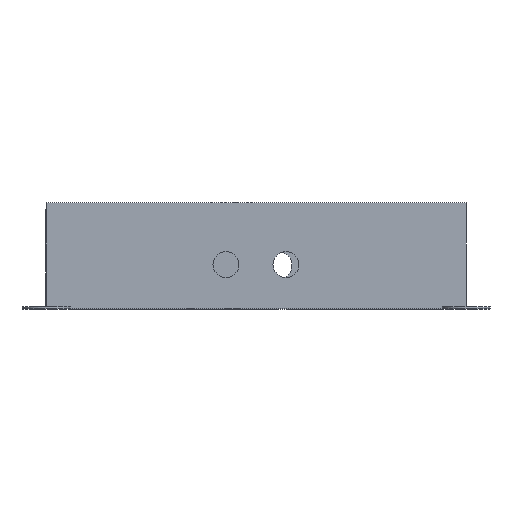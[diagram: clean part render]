
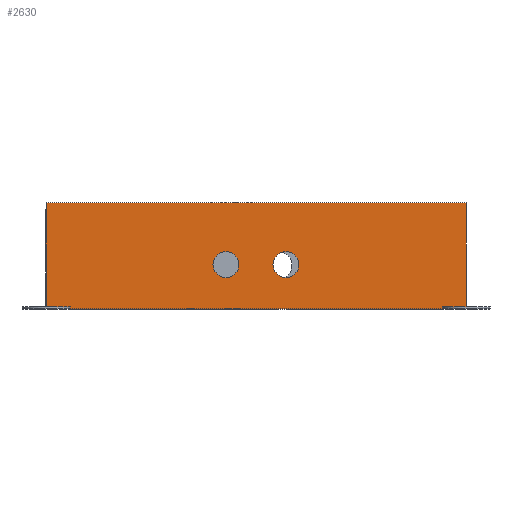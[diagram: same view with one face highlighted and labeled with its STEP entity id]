
A CAD part, top view. The second image highlights one B-rep face of the part: STEP entity #2630.
In plain terms, the highlighted planar face has unit normal (0, 0, 1).
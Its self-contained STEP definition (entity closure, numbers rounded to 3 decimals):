
#27 = CARTESIAN_POINT ( 'NONE',  ( -7.5, 11., 55.5 ) ) ;
#28 = ORIENTED_EDGE ( 'NONE', *, *, #3319, .T. ) ;
#42 = EDGE_CURVE ( 'NONE', #1953, #3064, #3124, .T. ) ;
#124 = DIRECTION ( 'NONE',  ( -1., 0., 0. ) ) ;
#127 = ORIENTED_EDGE ( 'NONE', *, *, #545, .F. ) ;
#161 = VERTEX_POINT ( 'NONE', #532 ) ;
#214 = DIRECTION ( 'NONE',  ( 0., 0., 1. ) ) ;
#225 = EDGE_CURVE ( 'NONE', #583, #3313, #1819, .T. ) ;
#239 = AXIS2_PLACEMENT_3D ( 'NONE', #1111, #2997, #1379 ) ;
#240 = CIRCLE ( 'NONE', #987, 3.25 ) ;
#242 = DIRECTION ( 'NONE',  ( 0., -1., 0. ) ) ;
#419 = CARTESIAN_POINT ( 'NONE',  ( 46.5, 0.5, 55.5 ) ) ;
#446 = LINE ( 'NONE', #454, #2515 ) ;
#454 = CARTESIAN_POINT ( 'NONE',  ( 52.5, 0., 55.5 ) ) ;
#502 = ORIENTED_EDGE ( 'NONE', *, *, #225, .T. ) ;
#532 = CARTESIAN_POINT ( 'NONE',  ( -46.5, 0., 55.5 ) ) ;
#545 = EDGE_CURVE ( 'NONE', #3472, #1352, #2862, .T. ) ;
#560 = CARTESIAN_POINT ( 'NONE',  ( 52.5, 0.5, 55.5 ) ) ;
#561 = DIRECTION ( 'NONE',  ( 0., 1., 0. ) ) ;
#578 = CARTESIAN_POINT ( 'NONE',  ( 4.25, 11., 55.5 ) ) ;
#583 = VERTEX_POINT ( 'NONE', #560 ) ;
#602 = CARTESIAN_POINT ( 'NONE',  ( 0., 0., 55.5 ) ) ;
#640 = CARTESIAN_POINT ( 'NONE',  ( -52.5, 26.5, 55.5 ) ) ;
#785 = LINE ( 'NONE', #2026, #2859 ) ;
#803 = AXIS2_PLACEMENT_3D ( 'NONE', #602, #2491, #880 ) ;
#880 = DIRECTION ( 'NONE',  ( -1., 0., 0. ) ) ;
#952 = VERTEX_POINT ( 'NONE', #419 ) ;
#956 = VECTOR ( 'NONE', #3364, 1000. ) ;
#981 = EDGE_CURVE ( 'NONE', #3313, #1539, #785, .T. ) ;
#987 = AXIS2_PLACEMENT_3D ( 'NONE', #1552, #3442, #1831 ) ;
#1111 = CARTESIAN_POINT ( 'NONE',  ( 7.5, 11., 55.5 ) ) ;
#1131 = LINE ( 'NONE', #2779, #2475 ) ;
#1167 = DIRECTION ( 'NONE',  ( 0., 1., 0. ) ) ;
#1205 = EDGE_CURVE ( 'NONE', #1572, #161, #3493, .T. ) ;
#1257 = LINE ( 'NONE', #1871, #1814 ) ;
#1262 = EDGE_LOOP ( 'NONE', ( #28, #2640, #2699, #502, #1659, #1837, #2402, #3355 ) ) ;
#1352 = VERTEX_POINT ( 'NONE', #3425 ) ;
#1379 = DIRECTION ( 'NONE',  ( 1., 0., 0. ) ) ;
#1396 = EDGE_LOOP ( 'NONE', ( #127, #2441 ) ) ;
#1441 = CARTESIAN_POINT ( 'NONE',  ( -46.5, 0.5, 55.5 ) ) ;
#1539 = VERTEX_POINT ( 'NONE', #640 ) ;
#1552 = CARTESIAN_POINT ( 'NONE',  ( -7.5, 11., 55.5 ) ) ;
#1572 = VERTEX_POINT ( 'NONE', #1441 ) ;
#1659 = ORIENTED_EDGE ( 'NONE', *, *, #981, .T. ) ;
#1663 = DIRECTION ( 'NONE',  ( 0., 0., 1. ) ) ;
#1754 = CARTESIAN_POINT ( 'NONE',  ( 0., 0.5, 55.5 ) ) ;
#1793 = CARTESIAN_POINT ( 'NONE',  ( -52.5, 0.5, 55.5 ) ) ;
#1812 = CARTESIAN_POINT ( 'NONE',  ( 52.5, 26.5, 55.5 ) ) ;
#1814 = VECTOR ( 'NONE', #242, 1000. ) ;
#1818 = EDGE_CURVE ( 'NONE', #1572, #2359, #3017, .T. ) ;
#1819 = LINE ( 'NONE', #2182, #3249 ) ;
#1831 = DIRECTION ( 'NONE',  ( 1., 0., 0. ) ) ;
#1837 = ORIENTED_EDGE ( 'NONE', *, *, #2438, .T. ) ;
#1841 = CARTESIAN_POINT ( 'NONE',  ( 7.5, 11., 55.5 ) ) ;
#1854 = FACE_OUTER_BOUND ( 'NONE', #1262, .T. ) ;
#1871 = CARTESIAN_POINT ( 'NONE',  ( -52.5, 0., 55.5 ) ) ;
#1872 = EDGE_CURVE ( 'NONE', #583, #952, #2757, .T. ) ;
#1888 = CARTESIAN_POINT ( 'NONE',  ( -46.5, 0.5, 55.5 ) ) ;
#1930 = CARTESIAN_POINT ( 'NONE',  ( -4.25, 11., 55.5 ) ) ;
#1953 = VERTEX_POINT ( 'NONE', #578 ) ;
#1971 = CARTESIAN_POINT ( 'NONE',  ( 10.75, 11., 55.5 ) ) ;
#2026 = CARTESIAN_POINT ( 'NONE',  ( -52.5, 26.5, 55.5 ) ) ;
#2049 = VECTOR ( 'NONE', #3308, 1000. ) ;
#2096 = DIRECTION ( 'NONE',  ( 1., 0., 0. ) ) ;
#2125 = ORIENTED_EDGE ( 'NONE', *, *, #3448, .F. ) ;
#2182 = CARTESIAN_POINT ( 'NONE',  ( 52.5, 26.5, 55.5 ) ) ;
#2359 = VERTEX_POINT ( 'NONE', #1793 ) ;
#2370 = VERTEX_POINT ( 'NONE', #3179 ) ;
#2402 = ORIENTED_EDGE ( 'NONE', *, *, #1818, .F. ) ;
#2438 = EDGE_CURVE ( 'NONE', #1539, #2359, #1257, .T. ) ;
#2441 = ORIENTED_EDGE ( 'NONE', *, *, #2700, .F. ) ;
#2475 = VECTOR ( 'NONE', #1167, 1000. ) ;
#2491 = DIRECTION ( 'NONE',  ( 0., 0., -1. ) ) ;
#2507 = CARTESIAN_POINT ( 'NONE',  ( 0., 0.5, 55.5 ) ) ;
#2515 = VECTOR ( 'NONE', #2618, 1000. ) ;
#2566 = FACE_BOUND ( 'NONE', #1396, .T. ) ;
#2586 = AXIS2_PLACEMENT_3D ( 'NONE', #1841, #214, #2096 ) ;
#2618 = DIRECTION ( 'NONE',  ( 1., 0., 0. ) ) ;
#2630 = ADVANCED_FACE ( 'NONE', ( #2566, #2645, #1854 ), #3025, .F. ) ;
#2640 = ORIENTED_EDGE ( 'NONE', *, *, #2648, .T. ) ;
#2645 = FACE_BOUND ( 'NONE', #2909, .T. ) ;
#2648 = EDGE_CURVE ( 'NONE', #2370, #952, #1131, .T. ) ;
#2699 = ORIENTED_EDGE ( 'NONE', *, *, #1872, .F. ) ;
#2700 = EDGE_CURVE ( 'NONE', #1352, #3472, #240, .T. ) ;
#2718 = CIRCLE ( 'NONE', #239, 3.25 ) ;
#2757 = LINE ( 'NONE', #2507, #2049 ) ;
#2765 = VECTOR ( 'NONE', #2952, 1000. ) ;
#2779 = CARTESIAN_POINT ( 'NONE',  ( 46.5, 0.5, 55.5 ) ) ;
#2814 = AXIS2_PLACEMENT_3D ( 'NONE', #27, #1663, #3273 ) ;
#2859 = VECTOR ( 'NONE', #124, 1000. ) ;
#2862 = CIRCLE ( 'NONE', #2814, 3.25 ) ;
#2909 = EDGE_LOOP ( 'NONE', ( #2125, #2959 ) ) ;
#2952 = DIRECTION ( 'NONE',  ( 0., -1., 0. ) ) ;
#2959 = ORIENTED_EDGE ( 'NONE', *, *, #42, .F. ) ;
#2997 = DIRECTION ( 'NONE',  ( 0., 0., 1. ) ) ;
#3017 = LINE ( 'NONE', #1754, #956 ) ;
#3025 = PLANE ( 'NONE',  #803 ) ;
#3064 = VERTEX_POINT ( 'NONE', #1971 ) ;
#3124 = CIRCLE ( 'NONE', #2586, 3.25 ) ;
#3179 = CARTESIAN_POINT ( 'NONE',  ( 46.5, 0., 55.5 ) ) ;
#3249 = VECTOR ( 'NONE', #561, 1000. ) ;
#3273 = DIRECTION ( 'NONE',  ( 1., 0., 0. ) ) ;
#3308 = DIRECTION ( 'NONE',  ( -1., 0., 0. ) ) ;
#3313 = VERTEX_POINT ( 'NONE', #1812 ) ;
#3319 = EDGE_CURVE ( 'NONE', #161, #2370, #446, .T. ) ;
#3355 = ORIENTED_EDGE ( 'NONE', *, *, #1205, .T. ) ;
#3364 = DIRECTION ( 'NONE',  ( -1., 0., 0. ) ) ;
#3425 = CARTESIAN_POINT ( 'NONE',  ( -10.75, 11., 55.5 ) ) ;
#3442 = DIRECTION ( 'NONE',  ( 0., 0., 1. ) ) ;
#3448 = EDGE_CURVE ( 'NONE', #3064, #1953, #2718, .T. ) ;
#3472 = VERTEX_POINT ( 'NONE', #1930 ) ;
#3493 = LINE ( 'NONE', #1888, #2765 ) ;
